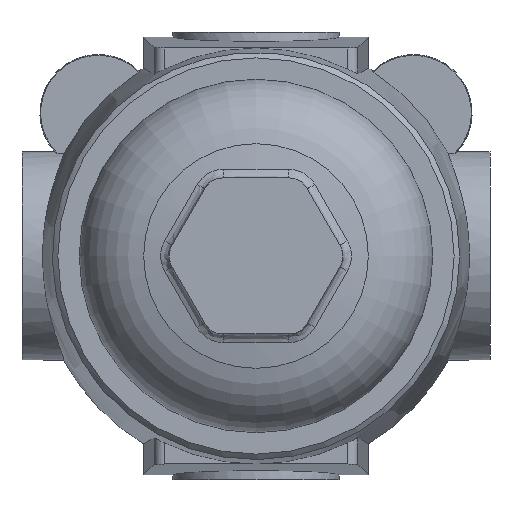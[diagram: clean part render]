
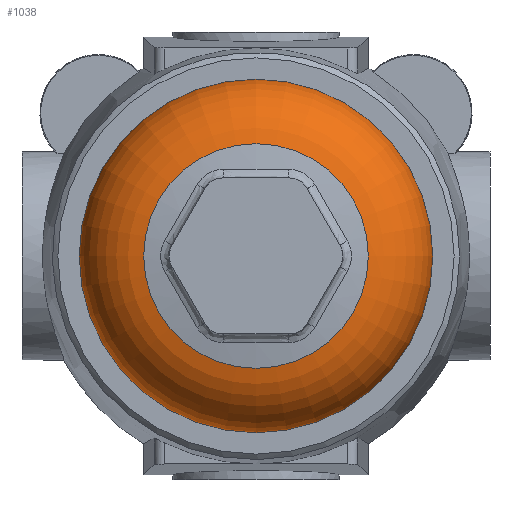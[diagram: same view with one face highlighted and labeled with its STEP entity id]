
A CAD part, front view. The second image highlights one B-rep face of the part: STEP entity #1038.
In plain terms, the highlighted toroidal (fillet/blend) face has major radius 19 mm and minor radius 15 mm.
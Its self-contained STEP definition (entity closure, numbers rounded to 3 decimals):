
#993=CARTESIAN_POINT('',(21.605,-101.835,0.));
#994=VERTEX_POINT('',#993);
#995=CARTESIAN_POINT('',(0.,-101.835,0.));
#996=DIRECTION('',(0.0,1.0,0.0));
#997=DIRECTION('',(-1.0,0.0,0.0));
#998=AXIS2_PLACEMENT_3D('',#995,#996,#997);
#999=CIRCLE('',#998,21.605);
#1000=EDGE_CURVE('',#994,#994,#999,.T.);
#1019=CARTESIAN_POINT('',(0.,-87.063,0.));
#1020=DIRECTION('',(0.,-1.0,0.));
#1021=DIRECTION('',(1.0,0.0,0.0));
#1022=AXIS2_PLACEMENT_3D('',#1019,#1020,#1021);
#1023=TOROIDAL_SURFACE('',#1022,19.,15.0);
#1024=CARTESIAN_POINT('',(34.,-87.063,0.));
#1025=VERTEX_POINT('',#1024);
#1026=CARTESIAN_POINT('',(0.,-87.063,0.));
#1027=DIRECTION('',(0.0,-1.0,0.0));
#1028=DIRECTION('',(-1.0,0.0,0.0));
#1029=AXIS2_PLACEMENT_3D('',#1026,#1027,#1028);
#1030=CIRCLE('',#1029,34.);
#1031=EDGE_CURVE('',#1025,#1025,#1030,.T.);
#1032=ORIENTED_EDGE('',*,*,#1031,.T.);
#1033=EDGE_LOOP('',(#1032));
#1034=FACE_OUTER_BOUND('',#1033,.T.);
#1035=ORIENTED_EDGE('',*,*,#1000,.T.);
#1036=EDGE_LOOP('',(#1035));
#1037=FACE_BOUND('',#1036,.T.);
#1038=ADVANCED_FACE('',(#1034,#1037),#1023,.T.);
